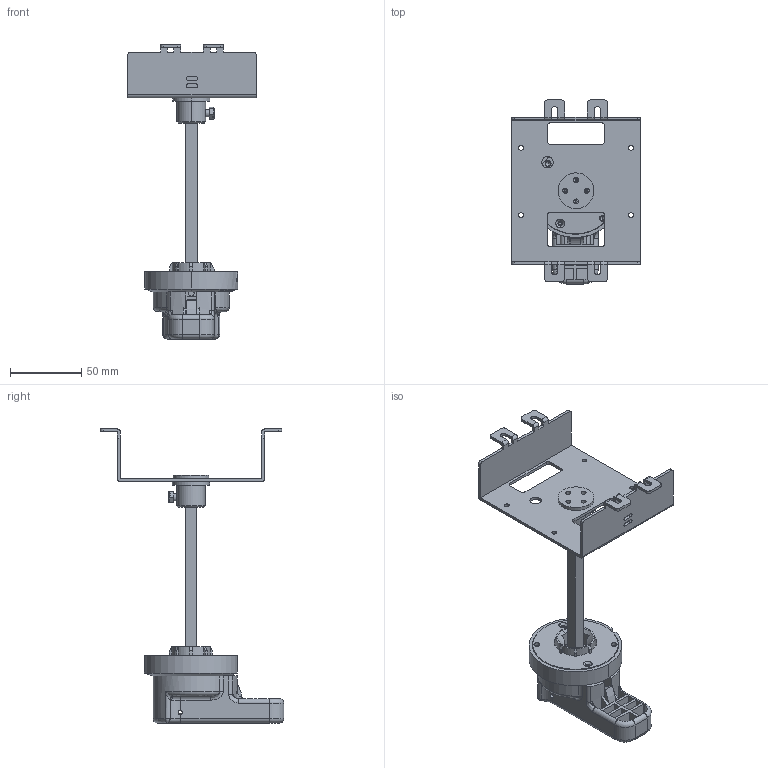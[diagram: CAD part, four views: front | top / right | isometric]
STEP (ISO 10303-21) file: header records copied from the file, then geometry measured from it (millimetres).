
FILE_DESCRIPTION((''),'2;1');
FILE_NAME('MC23_ASM','2021-06-28T14:14:15',('zhxmin'),(''),'CREO PARAMETRIC BY PTC INC, 2018020','CREO PARAMETRIC BY PTC INC, 2018020','');
FILE_SCHEMA(('CONFIG_CONTROL_DESIGN','SHAPE_APPEARANCE_LAYERS_GROUPS'));
Length unit declared in the file: metre
Products named in the file (13): __-351; __-964; WL8_156_040; WL8_200_021; 3WL8_024_895; ____1; 2WF8_253_304; 3WF8_140_304; 3WF5_060_500G; 3WF8_024_309; NM8-125_3P_1_ASM; NM8-125_3P_ASM; MC23_ASM
Assembly tree (12 placements, depth 4):
  MC23_ASM
    NM8-125_3P_ASM
      NM8-125_3P_1_ASM
        __-351
        __-964
        WL8_156_040
        WL8_200_021
        3WL8_024_895
        ____1
        2WF8_253_304
        3WF8_140_304
        3WF5_060_500G
        3WF8_024_309
Bounding box: 90 x 128.5 x 205.8 mm (x, y, z)
Volume: 113789.3 mm3; surface area: 95649.8 mm2
Topology: 10 solids, 10 shells, 1009 faces, 2875 edges, 1896 vertices
Faces by surface type: plane 579, cylinder 286, bspline 67, cone 57, torus 15, sphere 4, extrusion 1
Entity records: 48712 total; most frequent: CARTESIAN_POINT 15542, ORIENTED_EDGE 5718, DIRECTION 5007, EDGE_CURVE 2859, VERTEX_POINT 1896, VECTOR 1697, LINE 1696, AXIS2_PLACEMENT_3D 1655
